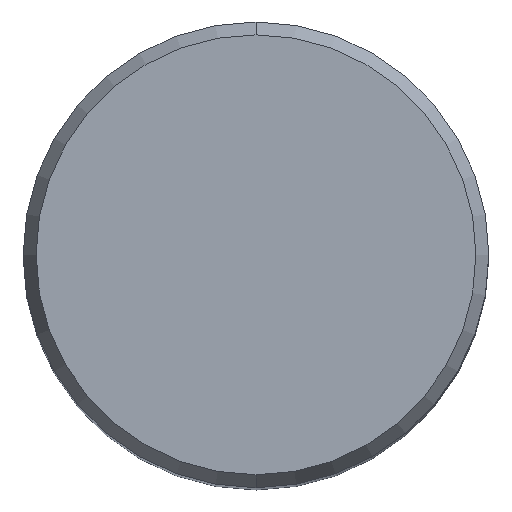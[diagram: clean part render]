
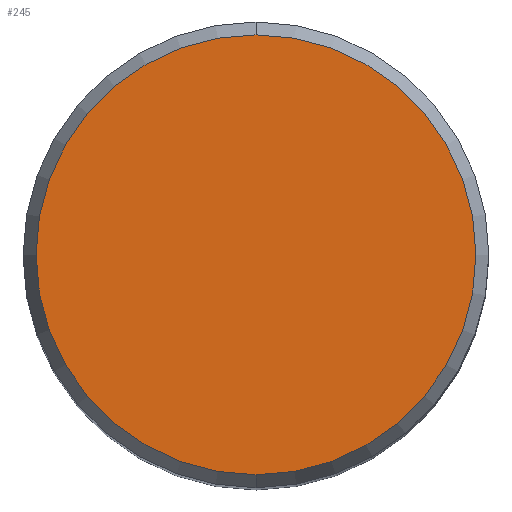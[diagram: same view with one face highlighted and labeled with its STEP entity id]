
A CAD part, top view. The second image highlights one B-rep face of the part: STEP entity #245.
In plain terms, the highlighted planar face has unit normal (0, 0, 1).
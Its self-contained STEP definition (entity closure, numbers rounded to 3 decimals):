
#177=VERTEX_POINT('',#470);
#245=ADVANCED_FACE('',(#548),#549,.T.);
#377=EDGE_CURVE('',#427,#177,#690,.T.);
#427=VERTEX_POINT('',#744);
#429=EDGE_CURVE('',#177,#427,#746,.T.);
#470=CARTESIAN_POINT('',(0.0,11.807,70.103));
#548=FACE_OUTER_BOUND('',#937,.T.);
#549=PLANE('',#938);
#690=CIRCLE('',#1263,11.807);
#744=CARTESIAN_POINT('',(0.,-11.807,70.103));
#746=CIRCLE('',#1393,11.807);
#937=EDGE_LOOP('',(#1533,#1534));
#938=AXIS2_PLACEMENT_3D('',#1535,#1536,#1537);
#1263=AXIS2_PLACEMENT_3D('',#1665,#1666,#1667);
#1393=AXIS2_PLACEMENT_3D('',#1719,#1720,#1721);
#1533=ORIENTED_EDGE('',*,*,#429,.F.);
#1534=ORIENTED_EDGE('',*,*,#377,.F.);
#1535=CARTESIAN_POINT('',(0.0,5.904,70.103));
#1536=DIRECTION('',(-0.0,0.0,1.0));
#1537=DIRECTION('',(0.0,-1.0,0.0));
#1665=CARTESIAN_POINT('',(0.0,0.0,70.103));
#1666=DIRECTION('',(0.0,0.0,-1.0));
#1667=DIRECTION('',(0.0,1.0,0.0));
#1719=CARTESIAN_POINT('',(0.0,0.0,70.103));
#1720=DIRECTION('',(0.0,0.0,-1.0));
#1721=DIRECTION('',(0.0,1.0,0.0));
